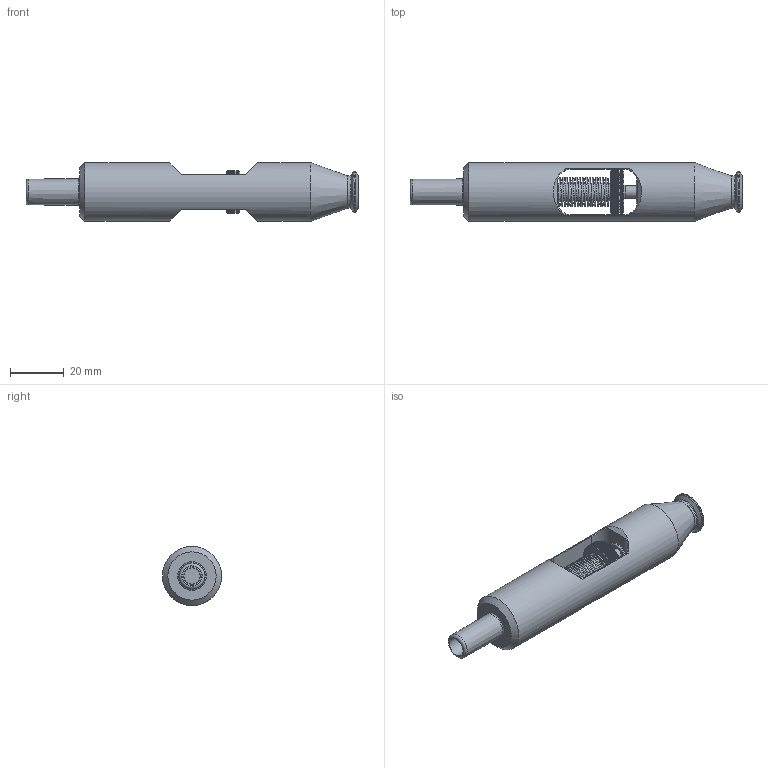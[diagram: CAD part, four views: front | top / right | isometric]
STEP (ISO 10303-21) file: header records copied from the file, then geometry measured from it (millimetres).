
FILE_DESCRIPTION( ( 'Unknown' ), '1' );
FILE_NAME( '761910000-B.stp', 'Unknown', ( 'Unknown' ), ( 'Unknown' ), 'PSStep 15.0.49', 'Unknown', ' ' );
FILE_SCHEMA( ( 'AUTOMOTIVE_DESIGN { 1 0 10303 214 1 1 1 1 }' ) );
Length unit declared in the file: millimetre
Products named in the file (6): Assem1; 0003754; 0007697; 0007711; 0003773-oa0; 0008125
Assembly tree (5 placements, depth 2):
  Assem1
    0003754
    0007697
    0007711
    0003773-oa0
    0008125
Bounding box: 124 x 22 x 22 mm (x, y, z)
Volume: 27554.2 mm3; surface area: 14657 mm2
Topology: 5 solids, 5 shells, 533 faces, 1548 edges, 1026 vertices
Faces by surface type: plane 338, cylinder 170, cone 13, torus 11, bspline 1
Full cylindrical faces by diameter (mm): 4 x1, 4.5 x1, 4.917 x1, 6 x3, 6.1 x1, 6.188 x2, 7.2 x1, 9 x1, 9.7 x1, 10 x1, 12 x1, 15.5 x1, 22 x1
Entity records: 23788 total; most frequent: CARTESIAN_POINT 6459, ORIENTED_EDGE 2980, DIRECTION 2338, EDGE_CURVE 1490, VERTEX_POINT 1010, AXIS2_PLACEMENT_3D 920, B_SPLINE_CURVE_WITH_KNOTS 610, EDGE_LOOP 586
